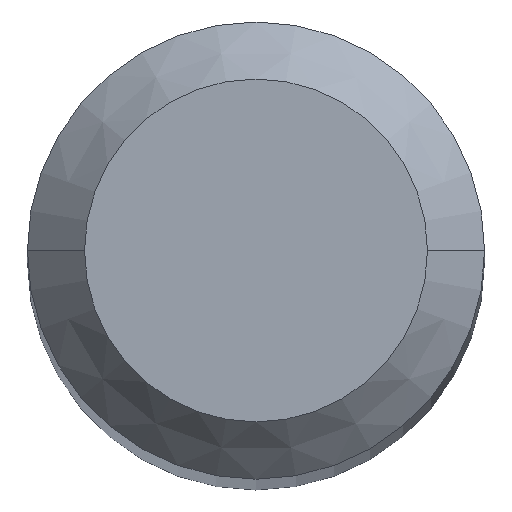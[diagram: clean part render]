
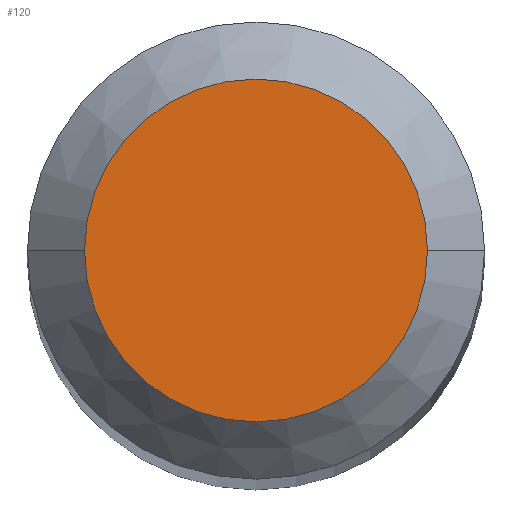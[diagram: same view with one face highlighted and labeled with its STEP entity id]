
A CAD part, top view. The second image highlights one B-rep face of the part: STEP entity #120.
In plain terms, the highlighted planar face has unit normal (0, 0, 1).
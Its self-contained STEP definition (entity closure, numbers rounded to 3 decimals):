
#13 = AXIS2_PLACEMENT_3D ( 'NONE', #97, #188, #63 ) ;
#17 = DIRECTION ( 'NONE',  ( 0., 0., 1. ) ) ;
#25 = EDGE_CURVE ( 'NONE', #86, #34, #198, .T. ) ;
#34 = VERTEX_POINT ( 'NONE', #90 ) ;
#36 = ORIENTED_EDGE ( 'NONE', *, *, #25, .T. ) ;
#42 = CARTESIAN_POINT ( 'NONE',  ( 0., 0., 11. ) ) ;
#49 = CIRCLE ( 'NONE', #51, 0.3 ) ;
#51 = AXIS2_PLACEMENT_3D ( 'NONE', #203, #92, #226 ) ;
#57 = CARTESIAN_POINT ( 'NONE',  ( 0.3, 0., 11. ) ) ;
#63 = DIRECTION ( 'NONE',  ( 1., 0., 0. ) ) ;
#67 = EDGE_CURVE ( 'NONE', #34, #86, #49, .T. ) ;
#86 = VERTEX_POINT ( 'NONE', #57 ) ;
#90 = CARTESIAN_POINT ( 'NONE',  ( -0.3, 0., 11. ) ) ;
#92 = DIRECTION ( 'NONE',  ( 0., 0., 1. ) ) ;
#97 = CARTESIAN_POINT ( 'NONE',  ( 0., 0., 11. ) ) ;
#120 = ADVANCED_FACE ( 'NONE', ( #162 ), #156, .T. ) ;
#145 = EDGE_LOOP ( 'NONE', ( #201, #36 ) ) ;
#156 = PLANE ( 'NONE',  #13 ) ;
#162 = FACE_OUTER_BOUND ( 'NONE', #145, .T. ) ;
#188 = DIRECTION ( 'NONE',  ( 0., 0., 1. ) ) ;
#196 = AXIS2_PLACEMENT_3D ( 'NONE', #42, #17, #200 ) ;
#198 = CIRCLE ( 'NONE', #196, 0.3 ) ;
#200 = DIRECTION ( 'NONE',  ( 1., 0., 0. ) ) ;
#201 = ORIENTED_EDGE ( 'NONE', *, *, #67, .T. ) ;
#203 = CARTESIAN_POINT ( 'NONE',  ( 0., 0., 11. ) ) ;
#226 = DIRECTION ( 'NONE',  ( 1., 0., 0. ) ) ;
